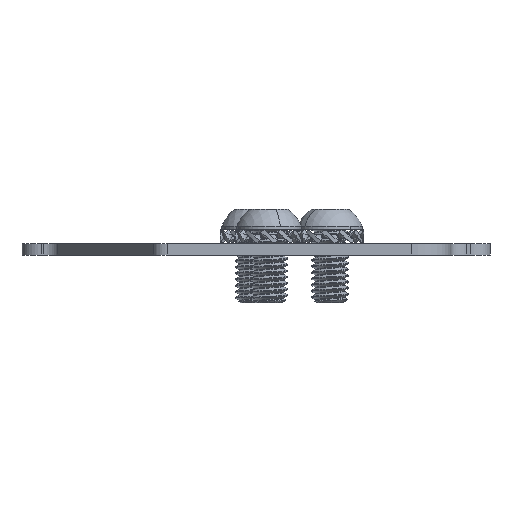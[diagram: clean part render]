
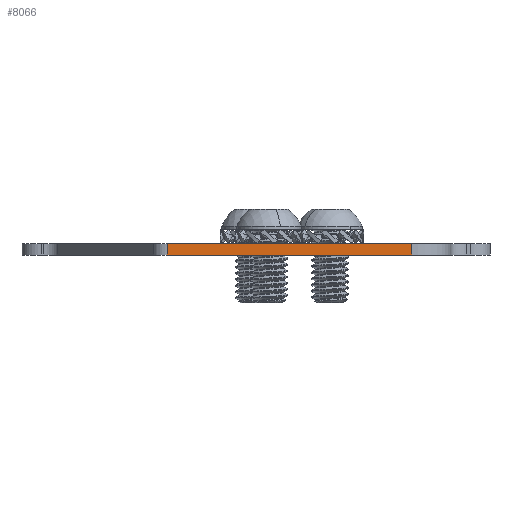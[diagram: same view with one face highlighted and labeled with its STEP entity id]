
A CAD part, front view. The second image highlights one B-rep face of the part: STEP entity #8066.
In plain terms, the highlighted planar face has unit normal (0, -1, 0).
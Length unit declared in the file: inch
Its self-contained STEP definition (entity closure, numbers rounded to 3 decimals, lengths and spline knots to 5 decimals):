
#287 = CARTESIAN_POINT ( 'NONE',  ( -0.44202, -1.25, 0. ) ) ;
#416 = DIRECTION ( 'NONE',  ( 1., 0., 0. ) ) ;
#493 = EDGE_LOOP ( 'NONE', ( #5138, #510, #9520, #9232 ) ) ;
#510 = ORIENTED_EDGE ( 'NONE', *, *, #9492, .F. ) ;
#917 = DIRECTION ( 'NONE',  ( 0., 0., 1. ) ) ;
#1086 = VERTEX_POINT ( 'NONE', #2927 ) ;
#1681 = CARTESIAN_POINT ( 'NONE',  ( -0.44202, -1.25, 0. ) ) ;
#1975 = LINE ( 'NONE', #1681, #7868 ) ;
#2202 = VECTOR ( 'NONE', #6146, 39.37008 ) ;
#2927 = CARTESIAN_POINT ( 'NONE',  ( 1.12432, -1.25, 0.072 ) ) ;
#2955 = VERTEX_POINT ( 'NONE', #6915 ) ;
#3165 = PLANE ( 'NONE',  #8115 ) ;
#3192 = FACE_OUTER_BOUND ( 'NONE', #493, .T. ) ;
#3456 = EDGE_CURVE ( 'NONE', #4004, #4226, #6343, .T. ) ;
#3907 = LINE ( 'NONE', #7276, #8001 ) ;
#4004 = VERTEX_POINT ( 'NONE', #9317 ) ;
#4226 = VERTEX_POINT ( 'NONE', #287 ) ;
#4289 = VECTOR ( 'NONE', #6188, 39.37008 ) ;
#5138 = ORIENTED_EDGE ( 'NONE', *, *, #9567, .T. ) ;
#5500 = DIRECTION ( 'NONE',  ( 0., 1., 0. ) ) ;
#5763 = EDGE_CURVE ( 'NONE', #4004, #1086, #3907, .T. ) ;
#6146 = DIRECTION ( 'NONE',  ( 0., 0., -1. ) ) ;
#6156 = CARTESIAN_POINT ( 'NONE',  ( -0.44202, -1.25, 0.072 ) ) ;
#6188 = DIRECTION ( 'NONE',  ( 0., 0., -1. ) ) ;
#6292 = LINE ( 'NONE', #6938, #2202 ) ;
#6343 = LINE ( 'NONE', #6156, #4289 ) ;
#6915 = CARTESIAN_POINT ( 'NONE',  ( 1.12432, -1.25, 0. ) ) ;
#6938 = CARTESIAN_POINT ( 'NONE',  ( 1.12432, -1.25, 0.072 ) ) ;
#7276 = CARTESIAN_POINT ( 'NONE',  ( -0.44202, -1.25, 0.072 ) ) ;
#7868 = VECTOR ( 'NONE', #9351, 39.37008 ) ;
#8001 = VECTOR ( 'NONE', #416, 39.37008 ) ;
#8066 = ADVANCED_FACE ( 'NONE', ( #3192 ), #3165, .F. ) ;
#8115 = AXIS2_PLACEMENT_3D ( 'NONE', #9335, #5500, #917 ) ;
#9232 = ORIENTED_EDGE ( 'NONE', *, *, #3456, .T. ) ;
#9317 = CARTESIAN_POINT ( 'NONE',  ( -0.44202, -1.25, 0.072 ) ) ;
#9335 = CARTESIAN_POINT ( 'NONE',  ( -0.44202, -1.25, 0.072 ) ) ;
#9351 = DIRECTION ( 'NONE',  ( 1., 0., 0. ) ) ;
#9492 = EDGE_CURVE ( 'NONE', #1086, #2955, #6292, .T. ) ;
#9520 = ORIENTED_EDGE ( 'NONE', *, *, #5763, .F. ) ;
#9567 = EDGE_CURVE ( 'NONE', #4226, #2955, #1975, .T. ) ;
